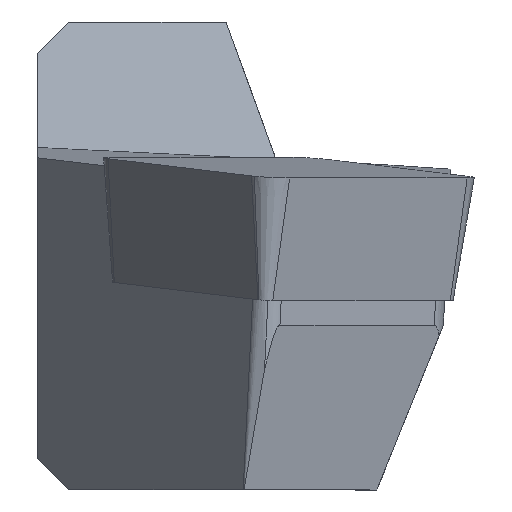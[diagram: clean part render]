
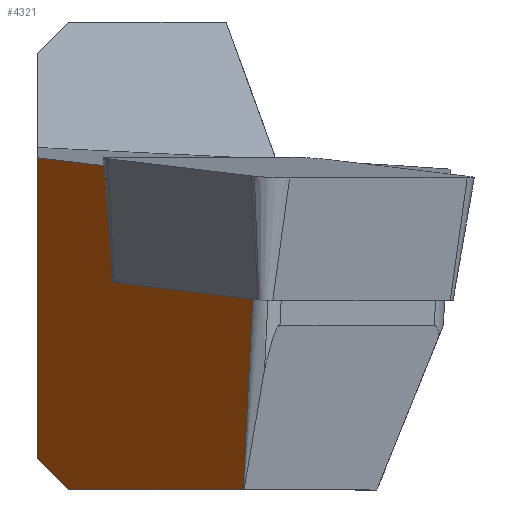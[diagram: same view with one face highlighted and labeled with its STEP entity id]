
A CAD part, left-side view. The second image highlights one B-rep face of the part: STEP entity #4321.
In plain terms, the highlighted planar face has unit normal (-0.574, 0.819, 0.012).
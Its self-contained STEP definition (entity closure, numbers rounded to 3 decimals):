
#100 = CARTESIAN_POINT ( 'NONE',  ( 11.513, 0.181, -3.014 ) ) ;
#126 = EDGE_CURVE ( 'NONE', #1543, #196, #4625, .T. ) ;
#134 = LINE ( 'NONE', #137, #1282 ) ;
#137 = CARTESIAN_POINT ( 'NONE',  ( 14.361, 0.311, 123.117 ) ) ;
#196 = VERTEX_POINT ( 'NONE', #2326 ) ;
#209 = ORIENTED_EDGE ( 'NONE', *, *, #3224, .F. ) ;
#317 = VECTOR ( 'NONE', #1155, 1000. ) ;
#554 = VECTOR ( 'NONE', #1862, 1000. ) ;
#620 = DIRECTION ( 'NONE',  ( 0.021, 0., 1. ) ) ;
#693 = VERTEX_POINT ( 'NONE', #2645 ) ;
#729 = CARTESIAN_POINT ( 'NONE',  ( -4.863, -13.158, 122.883 ) ) ;
#814 = VECTOR ( 'NONE', #620, 1000. ) ;
#918 = AXIS2_PLACEMENT_3D ( 'NONE', #3359, #1565, #4139 ) ;
#972 = CARTESIAN_POINT ( 'NONE',  ( 26.928, 10.912, 1.912 ) ) ;
#988 = CARTESIAN_POINT ( 'NONE',  ( 7.751, -2.451, -3.33 ) ) ;
#1015 = DIRECTION ( 'NONE',  ( 0.817, 0.572, 0.069 ) ) ;
#1155 = DIRECTION ( 'NONE',  ( -0.817, -0.572, -0.069 ) ) ;
#1282 = VECTOR ( 'NONE', #3853, 1000. ) ;
#1340 = ORIENTED_EDGE ( 'NONE', *, *, #4026, .F. ) ;
#1529 = VERTEX_POINT ( 'NONE', #2061 ) ;
#1534 = LINE ( 'NONE', #729, #4217 ) ;
#1541 = LINE ( 'NONE', #4403, #554 ) ;
#1543 = VERTEX_POINT ( 'NONE', #988 ) ;
#1557 = EDGE_CURVE ( 'NONE', #1529, #2389, #2837, .T. ) ;
#1565 = DIRECTION ( 'NONE',  ( 0.574, -0.819, -0.012 ) ) ;
#1862 = DIRECTION ( 'NONE',  ( 0.819, 0.574, 0. ) ) ;
#2061 = CARTESIAN_POINT ( 'NONE',  ( 11.128, 0., -9. ) ) ;
#2156 = DIRECTION ( 'NONE',  ( 0.049, 0.049, -0.998 ) ) ;
#2252 = EDGE_CURVE ( 'NONE', #2886, #2389, #1541, .T. ) ;
#2326 = CARTESIAN_POINT ( 'NONE',  ( 1.405, -6.891, -3.863 ) ) ;
#2389 = VERTEX_POINT ( 'NONE', #3453 ) ;
#2405 = LINE ( 'NONE', #2790, #4477 ) ;
#2532 = FACE_OUTER_BOUND ( 'NONE', #3370, .T. ) ;
#2645 = CARTESIAN_POINT ( 'NONE',  ( 11.332, 0., 0.647 ) ) ;
#2790 = CARTESIAN_POINT ( 'NONE',  ( 3.723, -5.323, 0.008 ) ) ;
#2837 = LINE ( 'NONE', #972, #4521 ) ;
#2882 = ORIENTED_EDGE ( 'NONE', *, *, #2252, .F. ) ;
#2883 = VERTEX_POINT ( 'NONE', #3475 ) ;
#2886 = VERTEX_POINT ( 'NONE', #4231 ) ;
#2990 = ORIENTED_EDGE ( 'NONE', *, *, #3829, .F. ) ;
#3224 = EDGE_CURVE ( 'NONE', #1529, #693, #4720, .T. ) ;
#3298 = ORIENTED_EDGE ( 'NONE', *, *, #3402, .T. ) ;
#3359 = CARTESIAN_POINT ( 'NONE',  ( 5.246, -6.086, 123.733 ) ) ;
#3370 = EDGE_LOOP ( 'NONE', ( #3589, #1340, #3298, #209, #3958, #2882, #2990 ) ) ;
#3402 = EDGE_CURVE ( 'NONE', #2883, #693, #2405, .T. ) ;
#3424 = PLANE ( 'NONE',  #918 ) ;
#3453 = CARTESIAN_POINT ( 'NONE',  ( 9.68, -1., -10. ) ) ;
#3475 = CARTESIAN_POINT ( 'NONE',  ( 7.944, -2.37, 0.363 ) ) ;
#3589 = ORIENTED_EDGE ( 'NONE', *, *, #126, .F. ) ;
#3829 = EDGE_CURVE ( 'NONE', #196, #2886, #1534, .T. ) ;
#3853 = DIRECTION ( 'NONE',  ( -0.052, -0.022, -0.998 ) ) ;
#3907 = CARTESIAN_POINT ( 'NONE',  ( 11.437, 0., 5.645 ) ) ;
#3911 = DIRECTION ( 'NONE',  ( -0.715, -0.494, -0.494 ) ) ;
#3958 = ORIENTED_EDGE ( 'NONE', *, *, #1557, .T. ) ;
#4026 = EDGE_CURVE ( 'NONE', #2883, #1543, #134, .T. ) ;
#4139 = DIRECTION ( 'NONE',  ( 0.819, 0.574, 0. ) ) ;
#4217 = VECTOR ( 'NONE', #2156, 1000. ) ;
#4231 = CARTESIAN_POINT ( 'NONE',  ( 1.708, -6.587, -10. ) ) ;
#4321 = ADVANCED_FACE ( 'NONE', ( #2532 ), #3424, .F. ) ;
#4403 = CARTESIAN_POINT ( 'NONE',  ( 3.658, -5.22, -10. ) ) ;
#4477 = VECTOR ( 'NONE', #1015, 1000. ) ;
#4521 = VECTOR ( 'NONE', #3911, 1000. ) ;
#4625 = LINE ( 'NONE', #100, #317 ) ;
#4720 = LINE ( 'NONE', #3907, #814 ) ;
